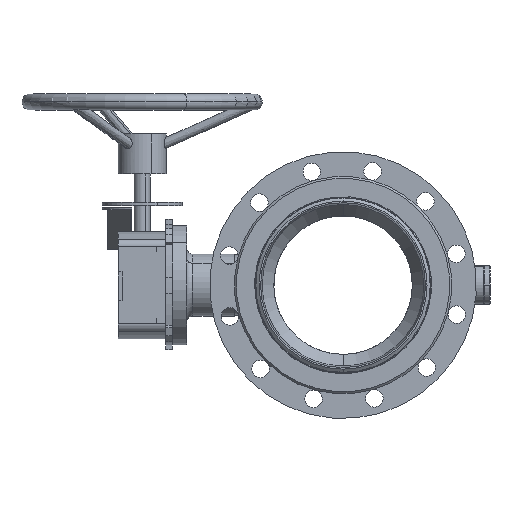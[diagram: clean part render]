
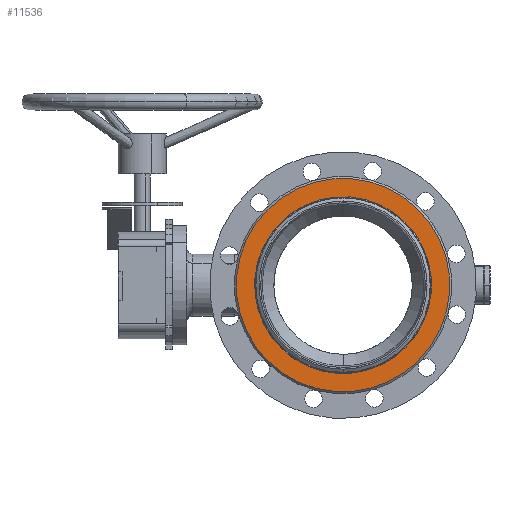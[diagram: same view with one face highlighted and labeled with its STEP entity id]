
A CAD part, left-side view. The second image highlights one B-rep face of the part: STEP entity #11536.
In plain terms, the highlighted face is planar.
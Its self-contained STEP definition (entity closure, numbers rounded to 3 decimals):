
#198 = DIRECTION ( 'NONE',  ( 1., 0., 0. ) ) ;
#265 = AXIS2_PLACEMENT_3D ( 'NONE', #4449, #12482, #1150 ) ;
#266 = DIRECTION ( 'NONE',  ( 0., 0., 1. ) ) ;
#529 = AXIS2_PLACEMENT_3D ( 'NONE', #4187, #9051, #7266 ) ;
#887 = DIRECTION ( 'NONE',  ( 0., 0., 1. ) ) ;
#901 = CARTESIAN_POINT ( 'NONE',  ( -111., 0., 30. ) ) ;
#1150 = DIRECTION ( 'NONE',  ( 1., 0., 0. ) ) ;
#1362 = CIRCLE ( 'NONE', #529, 134. ) ;
#1820 = DIRECTION ( 'NONE',  ( 1., 0., 0. ) ) ;
#1861 = VERTEX_POINT ( 'NONE', #901 ) ;
#2062 = DIRECTION ( 'NONE',  ( 1., 0., 0. ) ) ;
#2255 = CARTESIAN_POINT ( 'NONE',  ( -134., 0., 30. ) ) ;
#2345 = ORIENTED_EDGE ( 'NONE', *, *, #4927, .T. ) ;
#2603 = EDGE_CURVE ( 'NONE', #1861, #8284, #4571, .T. ) ;
#2993 = AXIS2_PLACEMENT_3D ( 'NONE', #8728, #7116, #2062 ) ;
#3186 = FACE_OUTER_BOUND ( 'NONE', #3726, .T. ) ;
#3726 = EDGE_LOOP ( 'NONE', ( #2345, #6902 ) ) ;
#4187 = CARTESIAN_POINT ( 'NONE',  ( 0., 0., 30. ) ) ;
#4449 = CARTESIAN_POINT ( 'NONE',  ( 0., 0., 30. ) ) ;
#4493 = CIRCLE ( 'NONE', #265, 134. ) ;
#4571 = CIRCLE ( 'NONE', #12027, 111. ) ;
#4927 = EDGE_CURVE ( 'NONE', #5417, #10947, #4493, .T. ) ;
#5417 = VERTEX_POINT ( 'NONE', #2255 ) ;
#5728 = CIRCLE ( 'NONE', #9355, 111. ) ;
#6216 = CARTESIAN_POINT ( 'NONE',  ( 111., 0., 30. ) ) ;
#6292 = ORIENTED_EDGE ( 'NONE', *, *, #2603, .F. ) ;
#6473 = EDGE_CURVE ( 'NONE', #10947, #5417, #1362, .T. ) ;
#6902 = ORIENTED_EDGE ( 'NONE', *, *, #6473, .T. ) ;
#7116 = DIRECTION ( 'NONE',  ( 0., 0., 1. ) ) ;
#7266 = DIRECTION ( 'NONE',  ( 1., 0., 0. ) ) ;
#7437 = CARTESIAN_POINT ( 'NONE',  ( 0., 0., 30. ) ) ;
#8111 = FACE_BOUND ( 'NONE', #8869, .T. ) ;
#8284 = VERTEX_POINT ( 'NONE', #6216 ) ;
#8728 = CARTESIAN_POINT ( 'NONE',  ( 0., 0., 30. ) ) ;
#8858 = CARTESIAN_POINT ( 'NONE',  ( 0., 0., 30. ) ) ;
#8869 = EDGE_LOOP ( 'NONE', ( #6292, #11280 ) ) ;
#8962 = PLANE ( 'NONE',  #2993 ) ;
#9051 = DIRECTION ( 'NONE',  ( 0., 0., 1. ) ) ;
#9355 = AXIS2_PLACEMENT_3D ( 'NONE', #8858, #887, #1820 ) ;
#10947 = VERTEX_POINT ( 'NONE', #11541 ) ;
#11048 = EDGE_CURVE ( 'NONE', #8284, #1861, #5728, .T. ) ;
#11280 = ORIENTED_EDGE ( 'NONE', *, *, #11048, .F. ) ;
#11536 = ADVANCED_FACE ( 'NONE', ( #3186, #8111 ), #8962, .T. ) ;
#11541 = CARTESIAN_POINT ( 'NONE',  ( 134., 0., 30. ) ) ;
#12027 = AXIS2_PLACEMENT_3D ( 'NONE', #7437, #266, #198 ) ;
#12482 = DIRECTION ( 'NONE',  ( 0., 0., 1. ) ) ;
